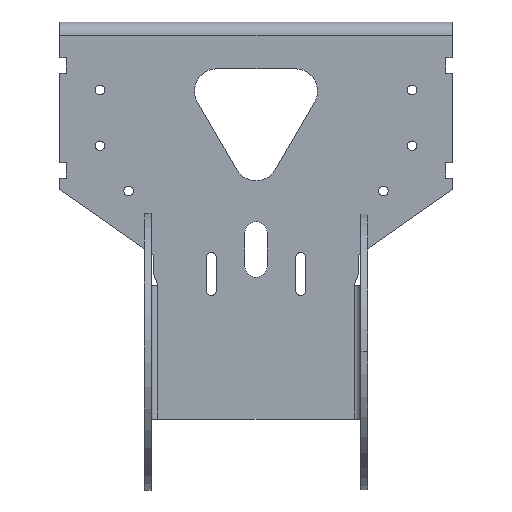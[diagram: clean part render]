
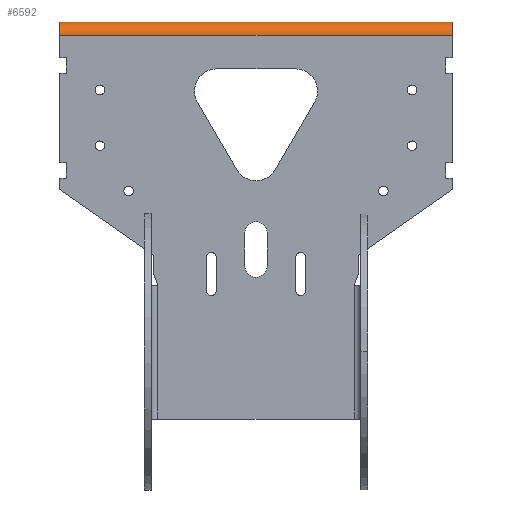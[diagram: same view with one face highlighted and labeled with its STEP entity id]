
A CAD part, top view. The second image highlights one B-rep face of the part: STEP entity #6592.
In plain terms, the highlighted cylindrical face has radius 6 mm (diameter 12 mm), a partial arc.
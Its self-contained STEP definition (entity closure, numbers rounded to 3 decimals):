
#105 = CARTESIAN_POINT ( 'NONE',  ( 88., 178., -6. ) ) ;
#795 = CARTESIAN_POINT ( 'NONE',  ( -88., 172., -6. ) ) ;
#856 = ORIENTED_EDGE ( 'NONE', *, *, #6622, .T. ) ;
#1073 = EDGE_CURVE ( 'NONE', #2958, #5529, #2184, .T. ) ;
#1368 = CARTESIAN_POINT ( 'NONE',  ( 88., 172., 0. ) ) ;
#1651 = FACE_OUTER_BOUND ( 'NONE', #4380, .T. ) ;
#1963 = DIRECTION ( 'NONE',  ( 0., 0., -1. ) ) ;
#2184 = LINE ( 'NONE', #6243, #4478 ) ;
#2411 = CARTESIAN_POINT ( 'NONE',  ( -88., 178., -6. ) ) ;
#2725 = AXIS2_PLACEMENT_3D ( 'NONE', #4826, #5389, #3475 ) ;
#2958 = VERTEX_POINT ( 'NONE', #105 ) ;
#3367 = DIRECTION ( 'NONE',  ( 0., 1., 0. ) ) ;
#3475 = DIRECTION ( 'NONE',  ( 0., 0., -1. ) ) ;
#3703 = ORIENTED_EDGE ( 'NONE', *, *, #1073, .T. ) ;
#3772 = ORIENTED_EDGE ( 'NONE', *, *, #4360, .F. ) ;
#3793 = AXIS2_PLACEMENT_3D ( 'NONE', #4964, #3931, #3367 ) ;
#3858 = CYLINDRICAL_SURFACE ( 'NONE', #3793, 6. ) ;
#3931 = DIRECTION ( 'NONE',  ( 1., 0., 0. ) ) ;
#4360 = EDGE_CURVE ( 'NONE', #6240, #5529, #5348, .T. ) ;
#4367 = DIRECTION ( 'NONE',  ( -1., 0., 0. ) ) ;
#4380 = EDGE_LOOP ( 'NONE', ( #856, #5861, #3703, #3772 ) ) ;
#4403 = VECTOR ( 'NONE', #5524, 1000. ) ;
#4478 = VECTOR ( 'NONE', #6884, 1000. ) ;
#4826 = CARTESIAN_POINT ( 'NONE',  ( 88., 172., -6. ) ) ;
#4964 = CARTESIAN_POINT ( 'NONE',  ( 88., 172., -6. ) ) ;
#5348 = CIRCLE ( 'NONE', #7269, 6. ) ;
#5389 = DIRECTION ( 'NONE',  ( 1., 0., 0. ) ) ;
#5524 = DIRECTION ( 'NONE',  ( 1., 0., 0. ) ) ;
#5529 = VERTEX_POINT ( 'NONE', #2411 ) ;
#5561 = LINE ( 'NONE', #7320, #4403 ) ;
#5861 = ORIENTED_EDGE ( 'NONE', *, *, #6800, .F. ) ;
#5957 = CIRCLE ( 'NONE', #2725, 6. ) ;
#6240 = VERTEX_POINT ( 'NONE', #6384 ) ;
#6243 = CARTESIAN_POINT ( 'NONE',  ( -88., 178., -6. ) ) ;
#6384 = CARTESIAN_POINT ( 'NONE',  ( -88., 172., 0. ) ) ;
#6592 = ADVANCED_FACE ( 'NONE', ( #1651 ), #3858, .T. ) ;
#6622 = EDGE_CURVE ( 'NONE', #6240, #6730, #5561, .T. ) ;
#6730 = VERTEX_POINT ( 'NONE', #1368 ) ;
#6800 = EDGE_CURVE ( 'NONE', #2958, #6730, #5957, .T. ) ;
#6884 = DIRECTION ( 'NONE',  ( -1., 0., 0. ) ) ;
#7269 = AXIS2_PLACEMENT_3D ( 'NONE', #795, #4367, #1963 ) ;
#7320 = CARTESIAN_POINT ( 'NONE',  ( -88., 172., 0. ) ) ;
